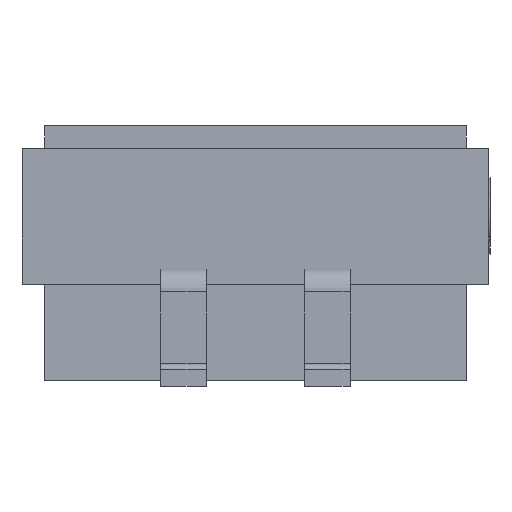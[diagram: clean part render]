
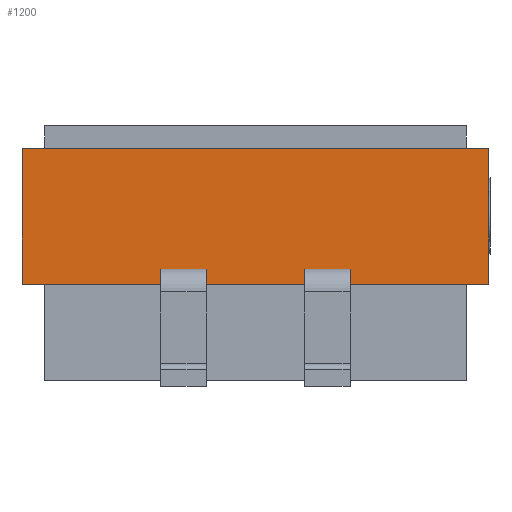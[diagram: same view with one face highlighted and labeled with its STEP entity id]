
A CAD part, front view. The second image highlights one B-rep face of the part: STEP entity #1200.
In plain terms, the highlighted planar face has unit normal (0, -1, 0).
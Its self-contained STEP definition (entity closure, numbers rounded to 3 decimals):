
#163 = VERTEX_POINT ( 'NONE', #10592 ) ;
#702 = DIRECTION ( 'NONE',  ( -1., 0., 0. ) ) ;
#813 = DIRECTION ( 'NONE',  ( 0., 0., -1. ) ) ;
#869 = EDGE_CURVE ( 'NONE', #16446, #18325, #4413, .T. ) ;
#1117 = LINE ( 'NONE', #4215, #11747 ) ;
#1200 = ADVANCED_FACE ( 'NONE', ( #17147 ), #8610, .F. ) ;
#1349 = CARTESIAN_POINT ( 'NONE',  ( -2.06, -2.7, 1.2 ) ) ;
#1397 = CARTESIAN_POINT ( 'NONE',  ( 0.435, -2.7, 0. ) ) ;
#1521 = EDGE_CURVE ( 'NONE', #7381, #8110, #14028, .T. ) ;
#1733 = EDGE_CURVE ( 'NONE', #7035, #18325, #1117, .T. ) ;
#2153 = VECTOR ( 'NONE', #3457, 1000. ) ;
#2397 = CARTESIAN_POINT ( 'NONE',  ( -2.06, -2.7, 0. ) ) ;
#2945 = DIRECTION ( 'NONE',  ( 0., 0., 1. ) ) ;
#3188 = VECTOR ( 'NONE', #17306, 1000. ) ;
#3457 = DIRECTION ( 'NONE',  ( 1., 0., 0. ) ) ;
#3600 = DIRECTION ( 'NONE',  ( 1., 0., 0. ) ) ;
#3628 = ORIENTED_EDGE ( 'NONE', *, *, #7870, .T. ) ;
#3843 = ORIENTED_EDGE ( 'NONE', *, *, #1733, .F. ) ;
#4215 = CARTESIAN_POINT ( 'NONE',  ( -2.06, -2.7, 0.135 ) ) ;
#4345 = ORIENTED_EDGE ( 'NONE', *, *, #17662, .F. ) ;
#4413 = LINE ( 'NONE', #5818, #7068 ) ;
#4485 = EDGE_CURVE ( 'NONE', #17696, #9649, #13139, .T. ) ;
#4817 = VECTOR ( 'NONE', #3600, 1000. ) ;
#5411 = EDGE_LOOP ( 'NONE', ( #16521, #13880, #16310, #3843, #14655, #3628, #7778, #7013, #15980, #16426, #17274, #4345 ) ) ;
#5435 = DIRECTION ( 'NONE',  ( 0., 0., -1. ) ) ;
#5760 = EDGE_CURVE ( 'NONE', #7381, #163, #11979, .T. ) ;
#5818 = CARTESIAN_POINT ( 'NONE',  ( 0.435, -2.7, 1.2 ) ) ;
#5866 = VECTOR ( 'NONE', #6719, 1000. ) ;
#6375 = VECTOR ( 'NONE', #813, 1000. ) ;
#6489 = EDGE_CURVE ( 'NONE', #17696, #16446, #9575, .T. ) ;
#6719 = DIRECTION ( 'NONE',  ( 1., 0., 0. ) ) ;
#6780 = LINE ( 'NONE', #13825, #16860 ) ;
#6781 = LINE ( 'NONE', #18347, #14232 ) ;
#6840 = VECTOR ( 'NONE', #702, 1000. ) ;
#6972 = EDGE_CURVE ( 'NONE', #9990, #7035, #18298, .T. ) ;
#7013 = ORIENTED_EDGE ( 'NONE', *, *, #1521, .F. ) ;
#7035 = VERTEX_POINT ( 'NONE', #13091 ) ;
#7068 = VECTOR ( 'NONE', #7427, 1000. ) ;
#7381 = VERTEX_POINT ( 'NONE', #17415 ) ;
#7427 = DIRECTION ( 'NONE',  ( 0., 0., 1. ) ) ;
#7480 = EDGE_CURVE ( 'NONE', #10585, #12799, #6780, .T. ) ;
#7778 = ORIENTED_EDGE ( 'NONE', *, *, #12387, .F. ) ;
#7870 = EDGE_CURVE ( 'NONE', #9990, #10803, #14985, .T. ) ;
#8110 = VERTEX_POINT ( 'NONE', #10811 ) ;
#8599 = LINE ( 'NONE', #14568, #5866 ) ;
#8610 = PLANE ( 'NONE',  #18210 ) ;
#9575 = LINE ( 'NONE', #2397, #2153 ) ;
#9649 = VERTEX_POINT ( 'NONE', #13286 ) ;
#9778 = DIRECTION ( 'NONE',  ( 0., 0., 1. ) ) ;
#9837 = EDGE_CURVE ( 'NONE', #163, #10585, #8599, .T. ) ;
#9891 = CARTESIAN_POINT ( 'NONE',  ( -0.835, -2.7, 0. ) ) ;
#9990 = VERTEX_POINT ( 'NONE', #16248 ) ;
#10551 = CARTESIAN_POINT ( 'NONE',  ( -2.06, -2.7, 0. ) ) ;
#10585 = VERTEX_POINT ( 'NONE', #9891 ) ;
#10592 = CARTESIAN_POINT ( 'NONE',  ( -2.06, -2.7, 0. ) ) ;
#10803 = VERTEX_POINT ( 'NONE', #15576 ) ;
#10811 = CARTESIAN_POINT ( 'NONE',  ( 2.06, -2.7, 1.2 ) ) ;
#11208 = CARTESIAN_POINT ( 'NONE',  ( -2.06, -2.7, 1.2 ) ) ;
#11292 = VECTOR ( 'NONE', #16946, 1000. ) ;
#11747 = VECTOR ( 'NONE', #15696, 1000. ) ;
#11979 = LINE ( 'NONE', #13709, #6375 ) ;
#12064 = CARTESIAN_POINT ( 'NONE',  ( -0.835, -2.7, 0.135 ) ) ;
#12387 = EDGE_CURVE ( 'NONE', #8110, #10803, #6781, .T. ) ;
#12799 = VERTEX_POINT ( 'NONE', #12064 ) ;
#12907 = CARTESIAN_POINT ( 'NONE',  ( -0.435, -2.7, 0. ) ) ;
#13050 = CARTESIAN_POINT ( 'NONE',  ( -0.435, -2.7, 1.2 ) ) ;
#13091 = CARTESIAN_POINT ( 'NONE',  ( 0.835, -2.7, 0.135 ) ) ;
#13139 = LINE ( 'NONE', #13050, #3188 ) ;
#13286 = CARTESIAN_POINT ( 'NONE',  ( -0.435, -2.7, 0.135 ) ) ;
#13593 = CARTESIAN_POINT ( 'NONE',  ( -2.06, -2.7, 0.135 ) ) ;
#13709 = CARTESIAN_POINT ( 'NONE',  ( -2.06, -2.7, 1.2 ) ) ;
#13825 = CARTESIAN_POINT ( 'NONE',  ( -0.835, -2.7, 1.2 ) ) ;
#13847 = VECTOR ( 'NONE', #16886, 1000. ) ;
#13880 = ORIENTED_EDGE ( 'NONE', *, *, #6489, .T. ) ;
#13967 = LINE ( 'NONE', #13593, #6840 ) ;
#14028 = LINE ( 'NONE', #11208, #11292 ) ;
#14232 = VECTOR ( 'NONE', #5435, 1000. ) ;
#14568 = CARTESIAN_POINT ( 'NONE',  ( -2.06, -2.7, 0. ) ) ;
#14655 = ORIENTED_EDGE ( 'NONE', *, *, #6972, .F. ) ;
#14985 = LINE ( 'NONE', #10551, #4817 ) ;
#15012 = CARTESIAN_POINT ( 'NONE',  ( 0.435, -2.7, 0.135 ) ) ;
#15576 = CARTESIAN_POINT ( 'NONE',  ( 2.06, -2.7, 0. ) ) ;
#15696 = DIRECTION ( 'NONE',  ( -1., 0., 0. ) ) ;
#15980 = ORIENTED_EDGE ( 'NONE', *, *, #5760, .T. ) ;
#16248 = CARTESIAN_POINT ( 'NONE',  ( 0.835, -2.7, 0. ) ) ;
#16310 = ORIENTED_EDGE ( 'NONE', *, *, #869, .T. ) ;
#16426 = ORIENTED_EDGE ( 'NONE', *, *, #9837, .T. ) ;
#16446 = VERTEX_POINT ( 'NONE', #1397 ) ;
#16521 = ORIENTED_EDGE ( 'NONE', *, *, #4485, .F. ) ;
#16860 = VECTOR ( 'NONE', #9778, 1000. ) ;
#16886 = DIRECTION ( 'NONE',  ( 0., 0., 1. ) ) ;
#16946 = DIRECTION ( 'NONE',  ( 1., 0., 0. ) ) ;
#16968 = DIRECTION ( 'NONE',  ( 0., 1., 0. ) ) ;
#17060 = CARTESIAN_POINT ( 'NONE',  ( 0.835, -2.7, 1.2 ) ) ;
#17147 = FACE_OUTER_BOUND ( 'NONE', #5411, .T. ) ;
#17274 = ORIENTED_EDGE ( 'NONE', *, *, #7480, .T. ) ;
#17306 = DIRECTION ( 'NONE',  ( 0., 0., 1. ) ) ;
#17415 = CARTESIAN_POINT ( 'NONE',  ( -2.06, -2.7, 1.2 ) ) ;
#17662 = EDGE_CURVE ( 'NONE', #9649, #12799, #13967, .T. ) ;
#17696 = VERTEX_POINT ( 'NONE', #12907 ) ;
#18210 = AXIS2_PLACEMENT_3D ( 'NONE', #1349, #16968, #2945 ) ;
#18298 = LINE ( 'NONE', #17060, #13847 ) ;
#18325 = VERTEX_POINT ( 'NONE', #15012 ) ;
#18347 = CARTESIAN_POINT ( 'NONE',  ( 2.06, -2.7, 1.2 ) ) ;
